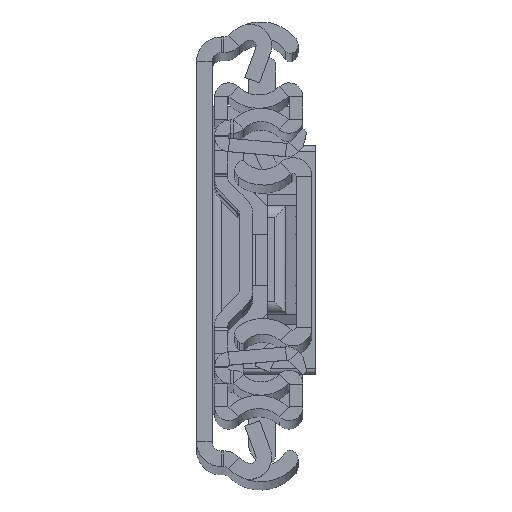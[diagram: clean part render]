
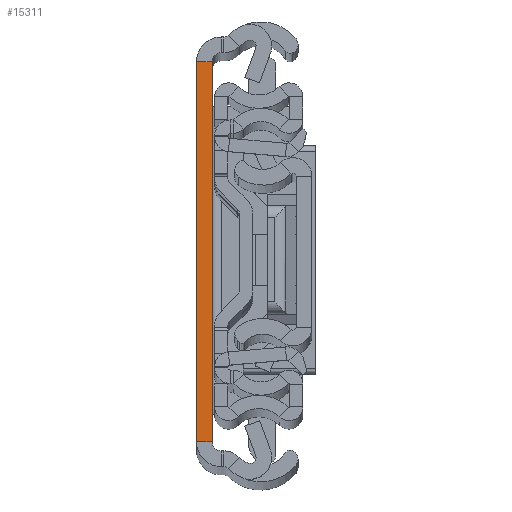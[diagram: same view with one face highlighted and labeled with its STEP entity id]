
A CAD part, top view. The second image highlights one B-rep face of the part: STEP entity #15311.
In plain terms, the highlighted planar face has unit normal (0, 0, 1).
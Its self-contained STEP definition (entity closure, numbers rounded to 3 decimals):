
#176 = PLANE ( 'NONE',  #5052 ) ;
#342 = DIRECTION ( 'NONE',  ( 0., 1., 0. ) ) ;
#1921 = LINE ( 'NONE', #15697, #8634 ) ;
#1934 = EDGE_LOOP ( 'NONE', ( #5111, #2266, #12612, #15621 ) ) ;
#2266 = ORIENTED_EDGE ( 'NONE', *, *, #3037, .F. ) ;
#2545 = VERTEX_POINT ( 'NONE', #2975 ) ;
#2581 = CARTESIAN_POINT ( 'NONE',  ( 2.6, 31.5, 0. ) ) ;
#2975 = CARTESIAN_POINT ( 'NONE',  ( 0., -31.5, 0. ) ) ;
#3037 = EDGE_CURVE ( 'NONE', #2545, #13600, #9530, .T. ) ;
#4230 = VECTOR ( 'NONE', #16173, 1000. ) ;
#5052 = AXIS2_PLACEMENT_3D ( 'NONE', #16571, #5634, #342 ) ;
#5111 = ORIENTED_EDGE ( 'NONE', *, *, #8366, .F. ) ;
#5260 = EDGE_CURVE ( 'NONE', #16596, #7304, #16017, .T. ) ;
#5634 = DIRECTION ( 'NONE',  ( 0., 0., -1. ) ) ;
#6431 = VECTOR ( 'NONE', #8447, 1000. ) ;
#6539 = DIRECTION ( 'NONE',  ( 0., 1., 0. ) ) ;
#7304 = VERTEX_POINT ( 'NONE', #9534 ) ;
#7596 = VECTOR ( 'NONE', #6539, 1000. ) ;
#7776 = CARTESIAN_POINT ( 'NONE',  ( 2.6, -31.5, 0. ) ) ;
#8366 = EDGE_CURVE ( 'NONE', #13600, #7304, #10703, .T. ) ;
#8447 = DIRECTION ( 'NONE',  ( 0., 1., 0. ) ) ;
#8634 = VECTOR ( 'NONE', #8895, 1000. ) ;
#8895 = DIRECTION ( 'NONE',  ( 1., 0., 0. ) ) ;
#9530 = LINE ( 'NONE', #13901, #6431 ) ;
#9534 = CARTESIAN_POINT ( 'NONE',  ( 2.6, 31.5, 0. ) ) ;
#10029 = CARTESIAN_POINT ( 'NONE',  ( 0., 31.5, 0. ) ) ;
#10703 = LINE ( 'NONE', #2581, #4230 ) ;
#12612 = ORIENTED_EDGE ( 'NONE', *, *, #14590, .T. ) ;
#13600 = VERTEX_POINT ( 'NONE', #10029 ) ;
#13901 = CARTESIAN_POINT ( 'NONE',  ( 0., -31.5, 0. ) ) ;
#14006 = CARTESIAN_POINT ( 'NONE',  ( 2.6, -31.5, 0. ) ) ;
#14590 = EDGE_CURVE ( 'NONE', #2545, #16596, #1921, .T. ) ;
#15311 = ADVANCED_FACE ( 'NONE', ( #16738 ), #176, .F. ) ;
#15621 = ORIENTED_EDGE ( 'NONE', *, *, #5260, .T. ) ;
#15697 = CARTESIAN_POINT ( 'NONE',  ( 2.6, -31.5, 0. ) ) ;
#16017 = LINE ( 'NONE', #7776, #7596 ) ;
#16173 = DIRECTION ( 'NONE',  ( 1., 0., 0. ) ) ;
#16571 = CARTESIAN_POINT ( 'NONE',  ( 2.6, -31.5, 0. ) ) ;
#16596 = VERTEX_POINT ( 'NONE', #14006 ) ;
#16738 = FACE_OUTER_BOUND ( 'NONE', #1934, .T. ) ;
